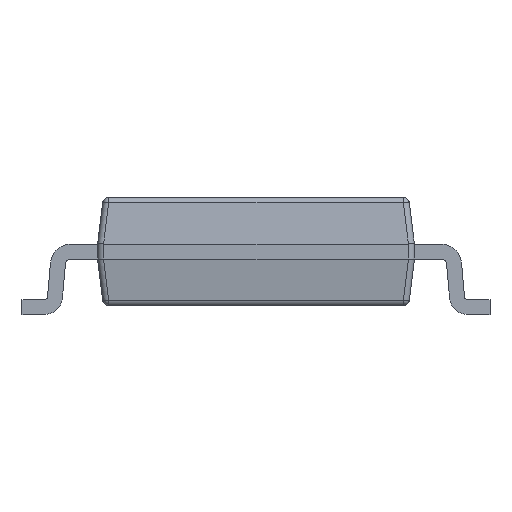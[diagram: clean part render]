
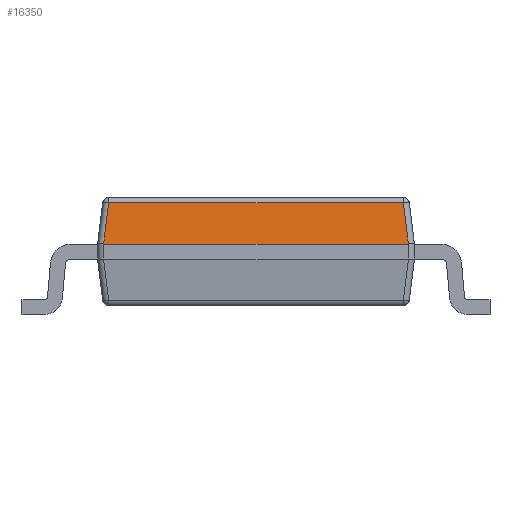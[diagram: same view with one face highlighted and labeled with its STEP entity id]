
A CAD part, left-side view. The second image highlights one B-rep face of the part: STEP entity #16350.
In plain terms, the highlighted planar face has unit normal (-0.993, 0, 0.122).
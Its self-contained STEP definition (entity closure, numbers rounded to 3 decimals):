
#87 = VERTEX_POINT ( 'NONE', #13834 ) ;
#415 = ORIENTED_EDGE ( 'NONE', *, *, #20492, .T. ) ;
#428 = CARTESIAN_POINT ( 'NONE',  ( -5.1, -2.54, 0.125 ) ) ;
#529 = ORIENTED_EDGE ( 'NONE', *, *, #20437, .T. ) ;
#1225 = CARTESIAN_POINT ( 'NONE',  ( -5.1, 2.541, 0.125 ) ) ;
#1488 = DIRECTION ( 'NONE',  ( 0.121, 0.121, 0.985 ) ) ;
#1995 = CARTESIAN_POINT ( 'NONE',  ( -5.016, -2.456, 0.812 ) ) ;
#2208 = VECTOR ( 'NONE', #17487, 1000. ) ;
#3068 = VECTOR ( 'NONE', #12351, 1000. ) ;
#3245 = FACE_OUTER_BOUND ( 'NONE', #16140, .T. ) ;
#3305 =( BOUNDED_CURVE ( )  B_SPLINE_CURVE ( 3, ( #10162, #17283, #428, #15594 ),
 .UNSPECIFIED., .F., .F. ) 
 B_SPLINE_CURVE_WITH_KNOTS ( ( 4, 4 ),
 ( 0., 0.007 ),
 .UNSPECIFIED. ) 
 CURVE ( )  GEOMETRIC_REPRESENTATION_ITEM ( )  RATIONAL_B_SPLINE_CURVE ( ( 1., 1., 1., 1. ) ) 
 REPRESENTATION_ITEM ( '' )  );
#3634 = LINE ( 'NONE', #17489, #3068 ) ;
#3677 = ORIENTED_EDGE ( 'NONE', *, *, #20823, .T. ) ;
#3842 = CARTESIAN_POINT ( 'NONE',  ( -5.1, -2.64, 0.125 ) ) ;
#4228 = VECTOR ( 'NONE', #1488, 1000. ) ;
#5560 = EDGE_CURVE ( 'NONE', #18111, #21499, #3634, .T. ) ;
#6668 = DIRECTION ( 'NONE',  ( 0.122, 0., 0.993 ) ) ;
#6686 = CARTESIAN_POINT ( 'NONE',  ( -5.024, -2.465, 0.742 ) ) ;
#6687 = ORIENTED_EDGE ( 'NONE', *, *, #16044, .T. ) ;
#7263 = LINE ( 'NONE', #3842, #2208 ) ;
#8311 = CARTESIAN_POINT ( 'NONE',  ( -5.016, 2.456, 0.812 ) ) ;
#9572 = EDGE_CURVE ( 'NONE', #21499, #19322, #20736, .T. ) ;
#9810 = VERTEX_POINT ( 'NONE', #1995 ) ;
#10162 = CARTESIAN_POINT ( 'NONE',  ( -5.1, -2.54, 0.125 ) ) ;
#10533 = CARTESIAN_POINT ( 'NONE',  ( -5.1, -2.54, 0.125 ) ) ;
#11645 = VECTOR ( 'NONE', #17115, 1000. ) ;
#11662 = CARTESIAN_POINT ( 'NONE',  ( -5.016, 2.545, 0.812 ) ) ;
#12351 = DIRECTION ( 'NONE',  ( -0.121, 0.121, -0.985 ) ) ;
#13052 = CARTESIAN_POINT ( 'NONE',  ( -5.1, 2.54, 0.125 ) ) ;
#13411 = PLANE ( 'NONE',  #15664 ) ;
#13834 = CARTESIAN_POINT ( 'NONE',  ( -5.1, -2.541, 0.125 ) ) ;
#14244 = CARTESIAN_POINT ( 'NONE',  ( -5.1, 2.54, 0.125 ) ) ;
#15594 = CARTESIAN_POINT ( 'NONE',  ( -5.1, -2.541, 0.125 ) ) ;
#15664 = AXIS2_PLACEMENT_3D ( 'NONE', #18204, #21750, #6668 ) ;
#16044 = EDGE_CURVE ( 'NONE', #19322, #20687, #7263, .T. ) ;
#16140 = EDGE_LOOP ( 'NONE', ( #6687, #3677, #415, #529, #21470, #18113 ) ) ;
#16350 = ADVANCED_FACE ( 'NONE', ( #3245 ), #13411, .T. ) ;
#17115 = DIRECTION ( 'NONE',  ( 0., 1., 0. ) ) ;
#17283 = CARTESIAN_POINT ( 'NONE',  ( -5.1, -2.54, 0.125 ) ) ;
#17487 = DIRECTION ( 'NONE',  ( 0., -1., 0. ) ) ;
#17489 = CARTESIAN_POINT ( 'NONE',  ( -5.101, 2.542, 0.113 ) ) ;
#17964 = CARTESIAN_POINT ( 'NONE',  ( -5.1, 2.54, 0.125 ) ) ;
#18111 = VERTEX_POINT ( 'NONE', #8311 ) ;
#18113 = ORIENTED_EDGE ( 'NONE', *, *, #9572, .T. ) ;
#18204 = CARTESIAN_POINT ( 'NONE',  ( -5.1, 2.64, 0.125 ) ) ;
#18768 = LINE ( 'NONE', #11662, #11645 ) ;
#19322 = VERTEX_POINT ( 'NONE', #14244 ) ;
#19850 = CARTESIAN_POINT ( 'NONE',  ( -5.1, 2.54, 0.125 ) ) ;
#20437 = EDGE_CURVE ( 'NONE', #9810, #18111, #18768, .T. ) ;
#20492 = EDGE_CURVE ( 'NONE', #87, #9810, #21768, .T. ) ;
#20687 = VERTEX_POINT ( 'NONE', #10533 ) ;
#20736 =( BOUNDED_CURVE ( )  B_SPLINE_CURVE ( 3, ( #21618, #17964, #19850, #13052 ),
 .UNSPECIFIED., .F., .F. ) 
 B_SPLINE_CURVE_WITH_KNOTS ( ( 4, 4 ),
 ( 6.276, 6.283 ),
 .UNSPECIFIED. ) 
 CURVE ( )  GEOMETRIC_REPRESENTATION_ITEM ( )  RATIONAL_B_SPLINE_CURVE ( ( 1., 1., 1., 1. ) ) 
 REPRESENTATION_ITEM ( '' )  );
#20823 = EDGE_CURVE ( 'NONE', #20687, #87, #3305, .T. ) ;
#21470 = ORIENTED_EDGE ( 'NONE', *, *, #5560, .T. ) ;
#21499 = VERTEX_POINT ( 'NONE', #1225 ) ;
#21618 = CARTESIAN_POINT ( 'NONE',  ( -5.1, 2.541, 0.125 ) ) ;
#21750 = DIRECTION ( 'NONE',  ( -0.993, 0., 0.122 ) ) ;
#21768 = LINE ( 'NONE', #6686, #4228 ) ;
